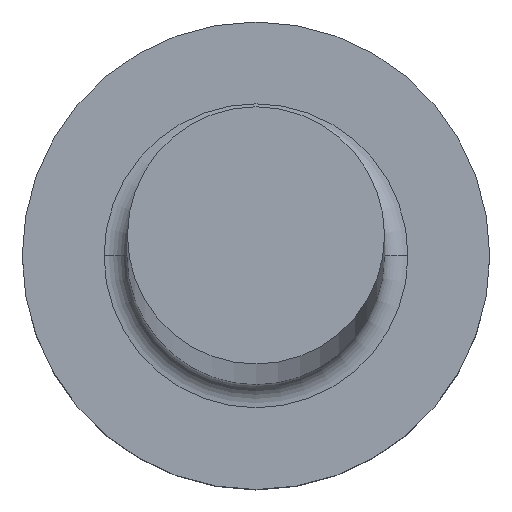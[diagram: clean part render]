
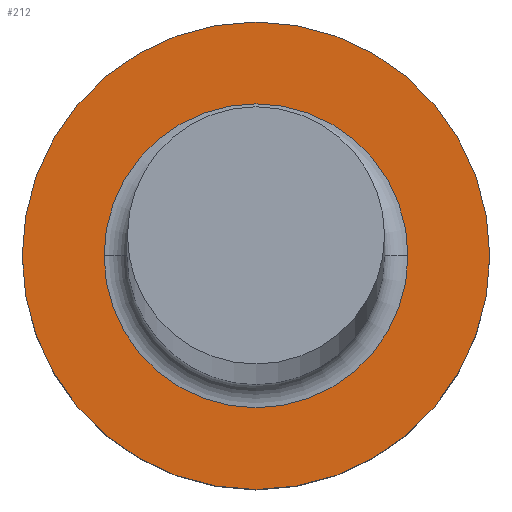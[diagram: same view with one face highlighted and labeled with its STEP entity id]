
A CAD part, top view. The second image highlights one B-rep face of the part: STEP entity #212.
In plain terms, the highlighted planar face has unit normal (0, 0, 1).
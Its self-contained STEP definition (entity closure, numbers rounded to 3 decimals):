
#8 = EDGE_CURVE ( 'NONE', #118, #218, #188, .T. ) ;
#14 = DIRECTION ( 'NONE',  ( 1., 0., 0. ) ) ;
#35 = DIRECTION ( 'NONE',  ( 1., 0., 0. ) ) ;
#37 = DIRECTION ( 'NONE',  ( 0., 0., -1. ) ) ;
#42 = DIRECTION ( 'NONE',  ( 0., 0., 1. ) ) ;
#55 = CARTESIAN_POINT ( 'NONE',  ( 0., 0., 2. ) ) ;
#59 = DIRECTION ( 'NONE',  ( 0., 0., 1. ) ) ;
#61 = EDGE_LOOP ( 'NONE', ( #231, #78 ) ) ;
#68 = CIRCLE ( 'NONE', #278, 1.3 ) ;
#78 = ORIENTED_EDGE ( 'NONE', *, *, #234, .T. ) ;
#84 = CARTESIAN_POINT ( 'NONE',  ( -1.3, 0., 2. ) ) ;
#92 = CIRCLE ( 'NONE', #176, 1.3 ) ;
#94 = EDGE_CURVE ( 'NONE', #271, #266, #68, .T. ) ;
#99 = EDGE_LOOP ( 'NONE', ( #293, #179 ) ) ;
#106 = DIRECTION ( 'NONE',  ( 1., 0., 0. ) ) ;
#110 = CARTESIAN_POINT ( 'NONE',  ( 0., 0., 2. ) ) ;
#118 = VERTEX_POINT ( 'NONE', #178 ) ;
#130 = CARTESIAN_POINT ( 'NONE',  ( 1.3, 0., 2. ) ) ;
#165 = CIRCLE ( 'NONE', #267, 2. ) ;
#176 = AXIS2_PLACEMENT_3D ( 'NONE', #273, #37, #14 ) ;
#178 = CARTESIAN_POINT ( 'NONE',  ( -2., 0., 2. ) ) ;
#179 = ORIENTED_EDGE ( 'NONE', *, *, #263, .T. ) ;
#181 = CARTESIAN_POINT ( 'NONE',  ( 0., 0., 2. ) ) ;
#188 = CIRCLE ( 'NONE', #202, 2. ) ;
#202 = AXIS2_PLACEMENT_3D ( 'NONE', #55, #59, #274 ) ;
#205 = CARTESIAN_POINT ( 'NONE',  ( 0., 0., 2. ) ) ;
#212 = ADVANCED_FACE ( 'NONE', ( #303, #307 ), #256, .T. ) ;
#215 = AXIS2_PLACEMENT_3D ( 'NONE', #205, #42, #228 ) ;
#218 = VERTEX_POINT ( 'NONE', #252 ) ;
#228 = DIRECTION ( 'NONE',  ( 1., 0., 0. ) ) ;
#231 = ORIENTED_EDGE ( 'NONE', *, *, #94, .T. ) ;
#234 = EDGE_CURVE ( 'NONE', #266, #271, #92, .T. ) ;
#251 = DIRECTION ( 'NONE',  ( 0., 0., -1. ) ) ;
#252 = CARTESIAN_POINT ( 'NONE',  ( 2., 0., 2. ) ) ;
#256 = PLANE ( 'NONE',  #215 ) ;
#263 = EDGE_CURVE ( 'NONE', #218, #118, #165, .T. ) ;
#266 = VERTEX_POINT ( 'NONE', #84 ) ;
#267 = AXIS2_PLACEMENT_3D ( 'NONE', #110, #275, #35 ) ;
#271 = VERTEX_POINT ( 'NONE', #130 ) ;
#273 = CARTESIAN_POINT ( 'NONE',  ( 0., 0., 2. ) ) ;
#274 = DIRECTION ( 'NONE',  ( 1., 0., 0. ) ) ;
#275 = DIRECTION ( 'NONE',  ( 0., 0., 1. ) ) ;
#278 = AXIS2_PLACEMENT_3D ( 'NONE', #181, #251, #106 ) ;
#293 = ORIENTED_EDGE ( 'NONE', *, *, #8, .T. ) ;
#303 = FACE_BOUND ( 'NONE', #61, .T. ) ;
#307 = FACE_OUTER_BOUND ( 'NONE', #99, .T. ) ;
